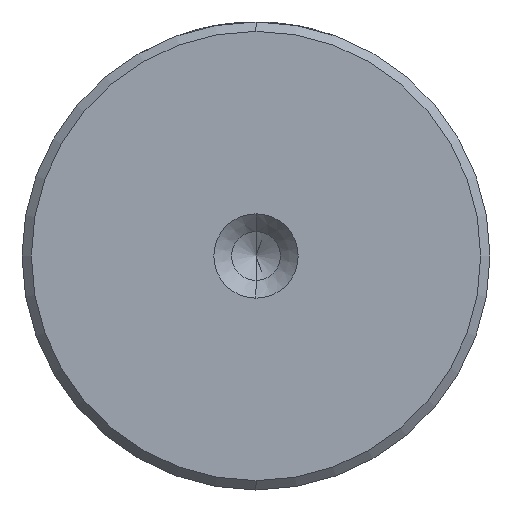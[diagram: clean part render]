
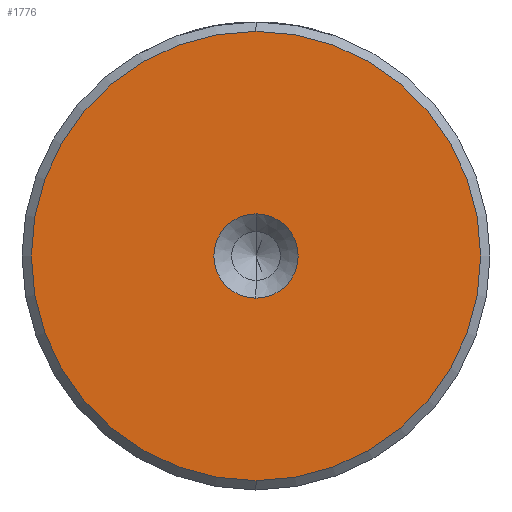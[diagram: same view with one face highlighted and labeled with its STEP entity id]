
A CAD part, left-side view. The second image highlights one B-rep face of the part: STEP entity #1776.
In plain terms, the highlighted planar face has unit normal (-1, 0, 0).
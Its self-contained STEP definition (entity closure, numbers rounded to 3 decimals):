
#112 = VERTEX_POINT ( 'NONE', #1965 ) ;
#250 = VERTEX_POINT ( 'NONE', #1556 ) ;
#397 = EDGE_CURVE ( 'NONE', #112, #250, #1363, .T. ) ;
#453 = FACE_BOUND ( 'NONE', #1185, .T. ) ;
#625 = CARTESIAN_POINT ( 'NONE',  ( 0., 0., 0. ) ) ;
#630 = VERTEX_POINT ( 'NONE', #1981 ) ;
#656 = PLANE ( 'NONE',  #3037 ) ;
#711 = ORIENTED_EDGE ( 'NONE', *, *, #2147, .T. ) ;
#758 = ORIENTED_EDGE ( 'NONE', *, *, #861, .F. ) ;
#861 = EDGE_CURVE ( 'NONE', #250, #112, #2347, .T. ) ;
#875 = DIRECTION ( 'NONE',  ( 0., 0., 1. ) ) ;
#883 = CARTESIAN_POINT ( 'NONE',  ( 0., 0., 0. ) ) ;
#888 = AXIS2_PLACEMENT_3D ( 'NONE', #2654, #1213, #2896 ) ;
#899 = DIRECTION ( 'NONE',  ( 0., 0., 1. ) ) ;
#1122 = AXIS2_PLACEMENT_3D ( 'NONE', #1413, #3109, #1642 ) ;
#1185 = EDGE_LOOP ( 'NONE', ( #2666, #758 ) ) ;
#1199 = CARTESIAN_POINT ( 'NONE',  ( 0., 0., 0. ) ) ;
#1213 = DIRECTION ( 'NONE',  ( -1., 0., 0. ) ) ;
#1242 = VERTEX_POINT ( 'NONE', #1445 ) ;
#1253 = EDGE_CURVE ( 'NONE', #1242, #630, #3067, .T. ) ;
#1291 = AXIS2_PLACEMENT_3D ( 'NONE', #1199, #2875, #1443 ) ;
#1363 = CIRCLE ( 'NONE', #1122, 2.25 ) ;
#1413 = CARTESIAN_POINT ( 'NONE',  ( 0., 0., 0. ) ) ;
#1443 = DIRECTION ( 'NONE',  ( 0., 0., 1. ) ) ;
#1445 = CARTESIAN_POINT ( 'NONE',  ( 0., 0., -12. ) ) ;
#1540 = CIRCLE ( 'NONE', #1291, 12. ) ;
#1556 = CARTESIAN_POINT ( 'NONE',  ( 0., 0., -2.25 ) ) ;
#1642 = DIRECTION ( 'NONE',  ( 0., 0., 1. ) ) ;
#1710 = EDGE_LOOP ( 'NONE', ( #1956, #711 ) ) ;
#1776 = ADVANCED_FACE ( 'NONE', ( #2308, #453 ), #656, .T. ) ;
#1934 = AXIS2_PLACEMENT_3D ( 'NONE', #625, #2317, #875 ) ;
#1956 = ORIENTED_EDGE ( 'NONE', *, *, #1253, .T. ) ;
#1965 = CARTESIAN_POINT ( 'NONE',  ( 0., 0., 2.25 ) ) ;
#1981 = CARTESIAN_POINT ( 'NONE',  ( 0., 0., 12. ) ) ;
#2147 = EDGE_CURVE ( 'NONE', #630, #1242, #1540, .T. ) ;
#2308 = FACE_OUTER_BOUND ( 'NONE', #1710, .T. ) ;
#2317 = DIRECTION ( 'NONE',  ( -1., 0., 0. ) ) ;
#2345 = DIRECTION ( 'NONE',  ( -1., 0., 0. ) ) ;
#2347 = CIRCLE ( 'NONE', #1934, 2.25 ) ;
#2654 = CARTESIAN_POINT ( 'NONE',  ( 0., 0., 0. ) ) ;
#2666 = ORIENTED_EDGE ( 'NONE', *, *, #397, .F. ) ;
#2875 = DIRECTION ( 'NONE',  ( -1., 0., 0. ) ) ;
#2896 = DIRECTION ( 'NONE',  ( 0., 0., 1. ) ) ;
#3037 = AXIS2_PLACEMENT_3D ( 'NONE', #883, #2345, #899 ) ;
#3067 = CIRCLE ( 'NONE', #888, 12. ) ;
#3109 = DIRECTION ( 'NONE',  ( -1., 0., 0. ) ) ;
